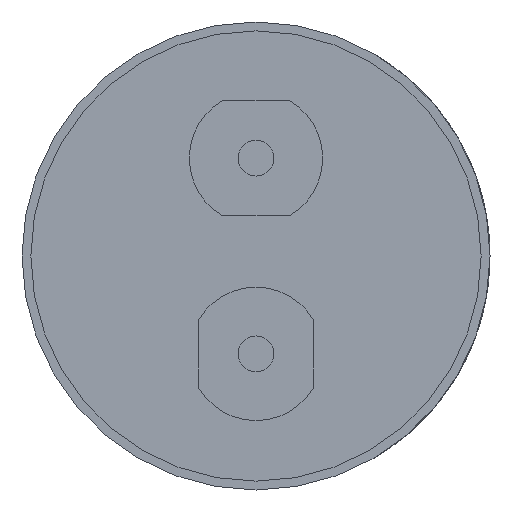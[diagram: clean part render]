
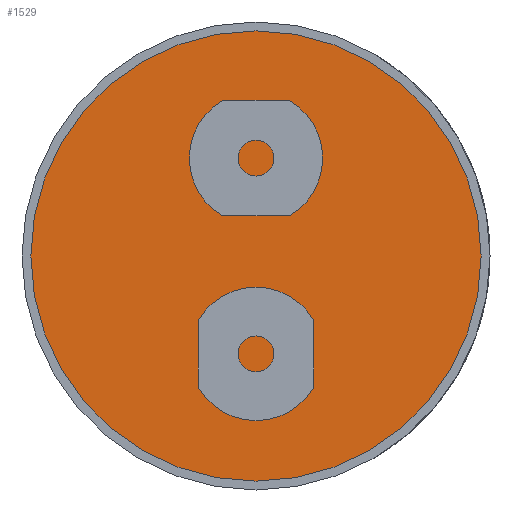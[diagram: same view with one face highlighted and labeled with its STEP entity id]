
A CAD part, front view. The second image highlights one B-rep face of the part: STEP entity #1529.
In plain terms, the highlighted planar face has unit normal (0, -1, 0).
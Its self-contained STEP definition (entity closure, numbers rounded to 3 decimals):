
#38 = VERTEX_POINT ( 'NONE', #706 ) ;
#118 = EDGE_CURVE ( 'NONE', #724, #38, #2317, .T. ) ;
#209 = DIRECTION ( 'NONE',  ( 0., -1., 0. ) ) ;
#264 = ORIENTED_EDGE ( 'NONE', *, *, #118, .T. ) ;
#355 = CARTESIAN_POINT ( 'NONE',  ( 0., 3., 0. ) ) ;
#627 = AXIS2_PLACEMENT_3D ( 'NONE', #936, #1161, #1598 ) ;
#706 = CARTESIAN_POINT ( 'NONE',  ( 0., 3., 25.3 ) ) ;
#717 = CARTESIAN_POINT ( 'NONE',  ( 0., 3., 0. ) ) ;
#724 = VERTEX_POINT ( 'NONE', #2395 ) ;
#936 = CARTESIAN_POINT ( 'NONE',  ( 0., 3., 0. ) ) ;
#1095 = DIRECTION ( 'NONE',  ( 0., 0., -1. ) ) ;
#1161 = DIRECTION ( 'NONE',  ( 0., -1., 0. ) ) ;
#1247 = DIRECTION ( 'NONE',  ( 0., -1., 0. ) ) ;
#1249 = AXIS2_PLACEMENT_3D ( 'NONE', #717, #209, #1095 ) ;
#1341 = EDGE_CURVE ( 'NONE', #38, #724, #2350, .T. ) ;
#1529 = ADVANCED_FACE ( 'NONE', ( #2745 ), #2724, .T. ) ;
#1598 = DIRECTION ( 'NONE',  ( 0., 0., -1. ) ) ;
#1675 = DIRECTION ( 'NONE',  ( 0., 0., -1. ) ) ;
#1982 = EDGE_LOOP ( 'NONE', ( #264, #2405 ) ) ;
#2317 = CIRCLE ( 'NONE', #627, 25.3 ) ;
#2350 = CIRCLE ( 'NONE', #1249, 25.3 ) ;
#2395 = CARTESIAN_POINT ( 'NONE',  ( 0., 3., -25.3 ) ) ;
#2405 = ORIENTED_EDGE ( 'NONE', *, *, #1341, .T. ) ;
#2448 = AXIS2_PLACEMENT_3D ( 'NONE', #355, #1247, #1675 ) ;
#2724 = PLANE ( 'NONE',  #2448 ) ;
#2745 = FACE_OUTER_BOUND ( 'NONE', #1982, .T. ) ;
